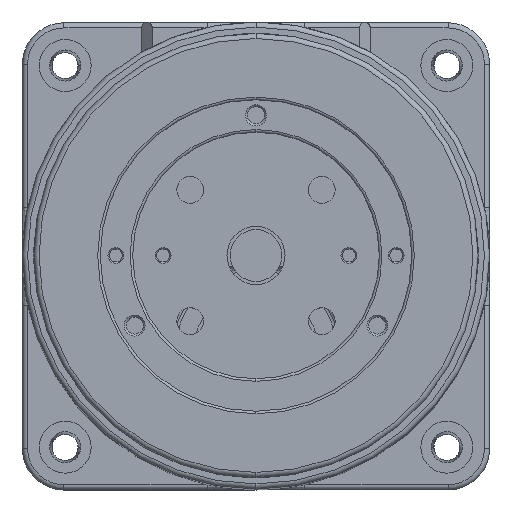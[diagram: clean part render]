
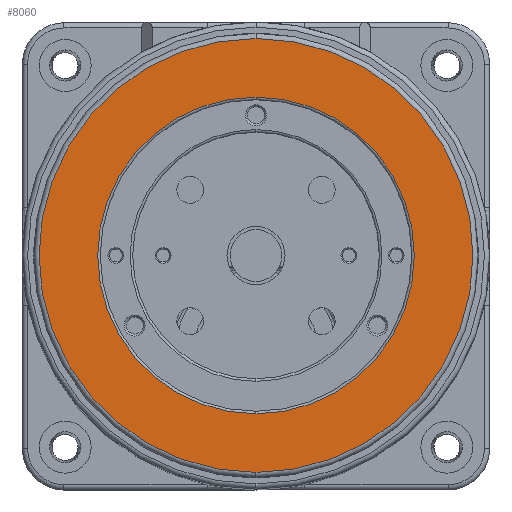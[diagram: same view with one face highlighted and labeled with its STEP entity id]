
A CAD part, top view. The second image highlights one B-rep face of the part: STEP entity #8060.
In plain terms, the highlighted planar face has unit normal (0, 0, 1).
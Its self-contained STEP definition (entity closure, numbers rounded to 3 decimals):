
#539 = CARTESIAN_POINT ( 'NONE',  ( -34.668, 58.461, 52.5 ) ) ;
#925 = CARTESIAN_POINT ( 'NONE',  ( -34.668, 15.661, 52.5 ) ) ;
#981 = CARTESIAN_POINT ( 'NONE',  ( -34.668, -14.839, 52.5 ) ) ;
#1114 = EDGE_LOOP ( 'NONE', ( #3841, #1462 ) ) ;
#1163 = FACE_BOUND ( 'NONE', #6173, .T. ) ;
#1462 = ORIENTED_EDGE ( 'NONE', *, *, #6490, .T. ) ;
#1502 = DIRECTION ( 'NONE',  ( 0., -1., 0. ) ) ;
#1586 = CARTESIAN_POINT ( 'NONE',  ( -34.668, 15.661, 52.5 ) ) ;
#1672 = ORIENTED_EDGE ( 'NONE', *, *, #7588, .T. ) ;
#1815 = CARTESIAN_POINT ( 'NONE',  ( -34.668, 46.161, 52.5 ) ) ;
#2257 = DIRECTION ( 'NONE',  ( 0., 0., 1. ) ) ;
#2884 = CIRCLE ( 'NONE', #7495, 41.8 ) ;
#2890 = AXIS2_PLACEMENT_3D ( 'NONE', #7895, #2257, #4782 ) ;
#3208 = DIRECTION ( 'NONE',  ( 0., 0., 1. ) ) ;
#3323 = VERTEX_POINT ( 'NONE', #1815 ) ;
#3479 = DIRECTION ( 'NONE',  ( 0., 0., -1. ) ) ;
#3556 = AXIS2_PLACEMENT_3D ( 'NONE', #925, #3479, #5989 ) ;
#3720 = FACE_OUTER_BOUND ( 'NONE', #1114, .T. ) ;
#3841 = ORIENTED_EDGE ( 'NONE', *, *, #7627, .T. ) ;
#4128 = DIRECTION ( 'NONE',  ( 0., 0., -1. ) ) ;
#4359 = AXIS2_PLACEMENT_3D ( 'NONE', #1586, #4128, #6632 ) ;
#4396 = ORIENTED_EDGE ( 'NONE', *, *, #6532, .T. ) ;
#4442 = CARTESIAN_POINT ( 'NONE',  ( -34.668, -26.139, 52.5 ) ) ;
#4660 = CARTESIAN_POINT ( 'NONE',  ( -34.668, 15.661, 52.5 ) ) ;
#4782 = DIRECTION ( 'NONE',  ( 0., -1., 0. ) ) ;
#5129 = VERTEX_POINT ( 'NONE', #981 ) ;
#5728 = DIRECTION ( 'NONE',  ( 0., -1., 0. ) ) ;
#5989 = DIRECTION ( 'NONE',  ( 0., -1., 0. ) ) ;
#6173 = EDGE_LOOP ( 'NONE', ( #1672, #4396 ) ) ;
#6230 = PLANE ( 'NONE',  #8147 ) ;
#6410 = VERTEX_POINT ( 'NONE', #8156 ) ;
#6454 = CIRCLE ( 'NONE', #2890, 41.8 ) ;
#6490 = EDGE_CURVE ( 'NONE', #6410, #7017, #2884, .T. ) ;
#6532 = EDGE_CURVE ( 'NONE', #3323, #5129, #7094, .T. ) ;
#6632 = DIRECTION ( 'NONE',  ( 0., -1., 0. ) ) ;
#7017 = VERTEX_POINT ( 'NONE', #4442 ) ;
#7094 = CIRCLE ( 'NONE', #3556, 30.5 ) ;
#7168 = DIRECTION ( 'NONE',  ( 0., 0., 1. ) ) ;
#7495 = AXIS2_PLACEMENT_3D ( 'NONE', #4660, #7168, #1502 ) ;
#7588 = EDGE_CURVE ( 'NONE', #5129, #3323, #7883, .T. ) ;
#7627 = EDGE_CURVE ( 'NONE', #7017, #6410, #6454, .T. ) ;
#7883 = CIRCLE ( 'NONE', #4359, 30.5 ) ;
#7895 = CARTESIAN_POINT ( 'NONE',  ( -34.668, 15.661, 52.5 ) ) ;
#8060 = ADVANCED_FACE ( 'NONE', ( #1163, #3720 ), #6230, .T. ) ;
#8147 = AXIS2_PLACEMENT_3D ( 'NONE', #539, #3208, #5728 ) ;
#8156 = CARTESIAN_POINT ( 'NONE',  ( -34.668, 57.461, 52.5 ) ) ;
